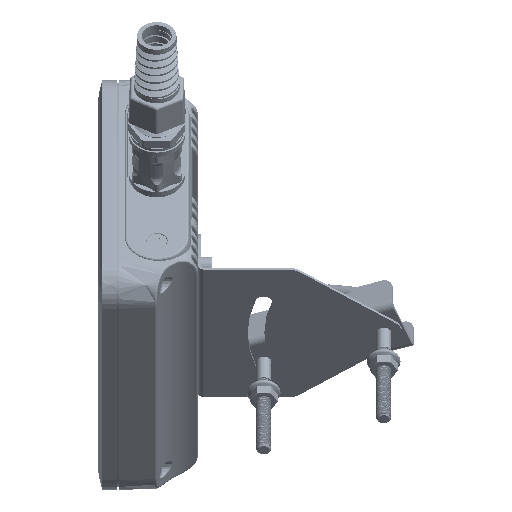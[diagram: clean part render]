
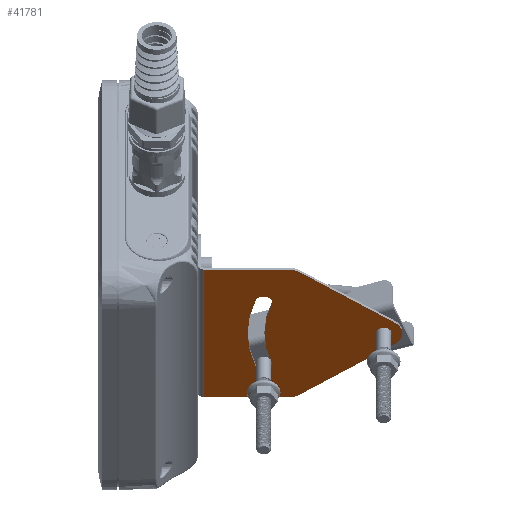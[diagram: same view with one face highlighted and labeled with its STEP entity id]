
A CAD part, left-side view. The second image highlights one B-rep face of the part: STEP entity #41781.
In plain terms, the highlighted face is planar.
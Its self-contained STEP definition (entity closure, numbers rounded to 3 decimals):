
#1984=FACE_BOUND('',#8673,.T.);
#1985=FACE_BOUND('',#8674,.T.);
#6049=FACE_OUTER_BOUND('',#8672,.T.);
#8672=EDGE_LOOP('',(#36741,#36742,#36743,#36744,#36745,#36746,#36747,#36748));
#8673=EDGE_LOOP('',(#36749,#36750,#36751,#36752));
#8674=EDGE_LOOP('',(#36753,#36754));
#10882=CIRCLE('',#46308,4.5);
#10884=CIRCLE('',#46311,63.5);
#10886=CIRCLE('',#46314,4.5);
#10888=CIRCLE('',#46317,72.5);
#10891=CIRCLE('',#46321,4.25);
#10892=CIRCLE('',#46322,4.25);
#10899=CIRCLE('',#46334,10.);
#10903=CIRCLE('',#46341,10.);
#10904=CIRCLE('',#46344,10.);
#13280=LINE('',#90064,#15796);
#13288=LINE('',#90086,#15804);
#13290=LINE('',#90092,#15806);
#13291=LINE('',#90095,#15807);
#13293=LINE('',#90098,#15809);
#15796=VECTOR('',#56517,10.);
#15804=VECTOR('',#56537,10.);
#15806=VECTOR('',#56545,10.);
#15807=VECTOR('',#56548,10.);
#15809=VECTOR('',#56552,10.);
#19373=VERTEX_POINT('',#89989);
#19374=VERTEX_POINT('',#89991);
#19376=VERTEX_POINT('',#89997);
#19378=VERTEX_POINT('',#90003);
#19381=VERTEX_POINT('',#90014);
#19382=VERTEX_POINT('',#90016);
#19395=VERTEX_POINT('',#90051);
#19396=VERTEX_POINT('',#90052);
#19400=VERTEX_POINT('',#90062);
#19406=VERTEX_POINT('',#90078);
#19407=VERTEX_POINT('',#90079);
#19408=VERTEX_POINT('',#90084);
#19409=VERTEX_POINT('',#90088);
#19410=VERTEX_POINT('',#90094);
#25256=EDGE_CURVE('',#19374,#19373,#10882,.T.);
#25260=EDGE_CURVE('',#19373,#19376,#10884,.T.);
#25263=EDGE_CURVE('',#19376,#19378,#10886,.T.);
#25265=EDGE_CURVE('',#19378,#19374,#10888,.T.);
#25269=EDGE_CURVE('',#19382,#19381,#10891,.T.);
#25270=EDGE_CURVE('',#19381,#19382,#10892,.T.);
#25286=EDGE_CURVE('',#19395,#19396,#10899,.T.);
#25292=EDGE_CURVE('',#19400,#19395,#13280,.T.);
#25299=EDGE_CURVE('',#19406,#19407,#10903,.T.);
#25303=EDGE_CURVE('',#19408,#19406,#13288,.T.);
#25304=EDGE_CURVE('',#19409,#19408,#10904,.T.);
#25306=EDGE_CURVE('',#19396,#19409,#13290,.T.);
#25307=EDGE_CURVE('',#19407,#19410,#13291,.T.);
#25309=EDGE_CURVE('',#19410,#19400,#13293,.T.);
#36741=ORIENTED_EDGE('',*,*,#25286,.F.);
#36742=ORIENTED_EDGE('',*,*,#25292,.F.);
#36743=ORIENTED_EDGE('',*,*,#25309,.F.);
#36744=ORIENTED_EDGE('',*,*,#25307,.F.);
#36745=ORIENTED_EDGE('',*,*,#25299,.F.);
#36746=ORIENTED_EDGE('',*,*,#25303,.F.);
#36747=ORIENTED_EDGE('',*,*,#25304,.F.);
#36748=ORIENTED_EDGE('',*,*,#25306,.F.);
#36749=ORIENTED_EDGE('',*,*,#25256,.T.);
#36750=ORIENTED_EDGE('',*,*,#25260,.T.);
#36751=ORIENTED_EDGE('',*,*,#25263,.T.);
#36752=ORIENTED_EDGE('',*,*,#25265,.T.);
#36753=ORIENTED_EDGE('',*,*,#25269,.T.);
#36754=ORIENTED_EDGE('',*,*,#25270,.T.);
#39538=PLANE('',#46347);
#41781=ADVANCED_FACE('',(#6049,#1984,#1985),#39538,.F.);
#46308=AXIS2_PLACEMENT_3D('',#89992,#56442,#56443);
#46311=AXIS2_PLACEMENT_3D('',#89999,#56450,#56451);
#46314=AXIS2_PLACEMENT_3D('',#90005,#56457,#56458);
#46317=AXIS2_PLACEMENT_3D('',#90008,#56463,#56464);
#46321=AXIS2_PLACEMENT_3D('',#90017,#56472,#56473);
#46322=AXIS2_PLACEMENT_3D('',#90018,#56474,#56475);
#46334=AXIS2_PLACEMENT_3D('',#90053,#56507,#56508);
#46341=AXIS2_PLACEMENT_3D('',#90080,#56530,#56531);
#46344=AXIS2_PLACEMENT_3D('',#90089,#56540,#56541);
#46347=AXIS2_PLACEMENT_3D('',#90097,#56550,#56551);
#56442=DIRECTION('center_axis',(1.,0.,0.));
#56443=DIRECTION('ref_axis',(0.,-0.94,-0.342));
#56450=DIRECTION('center_axis',(-1.,0.,0.));
#56451=DIRECTION('ref_axis',(0.,0.94,-0.342));
#56457=DIRECTION('center_axis',(1.,0.,0.));
#56458=DIRECTION('ref_axis',(0.,0.94,-0.342));
#56463=DIRECTION('center_axis',(1.,0.,0.));
#56464=DIRECTION('ref_axis',(0.,-0.94,0.342));
#56472=DIRECTION('center_axis',(1.,0.,0.));
#56473=DIRECTION('ref_axis',(0.,0.,
-1.));
#56474=DIRECTION('center_axis',(1.,0.,0.));
#56475=DIRECTION('ref_axis',(0.,0.,
-1.));
#56507=DIRECTION('center_axis',(1.,0.,0.));
#56508=DIRECTION('ref_axis',(0.,0.317,-0.949));
#56517=DIRECTION('',(0.,1.,0.));
#56530=DIRECTION('center_axis',(1.,0.,0.));
#56531=DIRECTION('ref_axis',(0.,0.317,0.949));
#56537=DIRECTION('',(0.,-0.799,0.601));
#56540=DIRECTION('center_axis',(1.,0.,0.));
#56541=DIRECTION('ref_axis',(0.,1.,0.));
#56545=DIRECTION('',(0.,0.799,0.601));
#56548=DIRECTION('',(0.,-1.,0.));
#56550=DIRECTION('center_axis',(1.,0.,0.));
#56551=DIRECTION('ref_axis',(0.,0.,-1.));
#56552=DIRECTION('',(0.,0.,-1.));
#89989=CARTESIAN_POINT('',(-16.5,39.139,108.282));
#89991=CARTESIAN_POINT('',(-16.5,30.681,105.204));
#89992=CARTESIAN_POINT('Origin',(-16.5,34.91,106.743));
#89997=CARTESIAN_POINT('',(-16.5,39.139,151.718));
#89999=CARTESIAN_POINT('Origin',(-16.5,98.809,130.));
#90003=CARTESIAN_POINT('',(-16.5,30.681,154.796));
#90005=CARTESIAN_POINT('Origin',(-16.5,34.91,153.257));
#90008=CARTESIAN_POINT('Origin',(-16.5,98.809,130.));
#90014=CARTESIAN_POINT('',(-16.5,98.809,134.25));
#90016=CARTESIAN_POINT('',(-16.5,98.809,125.75));
#90017=CARTESIAN_POINT('Origin',(-16.5,98.809,130.));
#90018=CARTESIAN_POINT('Origin',(-16.5,98.809,130.));
#90051=CARTESIAN_POINT('',(-16.5,48.161,81.94));
#90052=CARTESIAN_POINT('',(-16.5,54.169,83.945));
#90053=CARTESIAN_POINT('Origin',(-16.5,48.161,91.94));
#90062=CARTESIAN_POINT('',(-16.5,3.,81.94));
#90064=CARTESIAN_POINT('',(-16.5,1.5,81.94));
#90078=CARTESIAN_POINT('',(-16.5,54.169,176.055));
#90079=CARTESIAN_POINT('',(-16.5,48.161,178.06));
#90080=CARTESIAN_POINT('Origin',(-16.5,48.161,168.06));
#90084=CARTESIAN_POINT('',(-16.5,104.817,137.994));
#90086=CARTESIAN_POINT('',(-16.5,115.455,130.));
#90088=CARTESIAN_POINT('',(-16.5,104.817,122.006));
#90089=CARTESIAN_POINT('Origin',(-16.5,98.809,130.));
#90092=CARTESIAN_POINT('',(-16.5,51.5,81.94));
#90094=CARTESIAN_POINT('',(-16.5,3.,178.06));
#90095=CARTESIAN_POINT('',(-16.5,51.5,178.06));
#90097=CARTESIAN_POINT('Origin',(-16.5,45.351,130.));
#90098=CARTESIAN_POINT('',(-16.5,3.,81.94));
